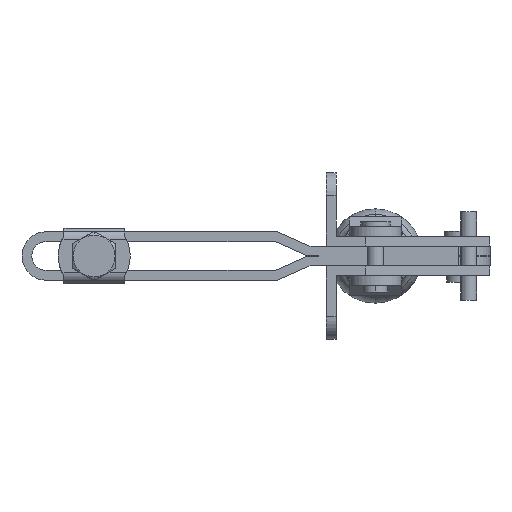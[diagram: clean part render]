
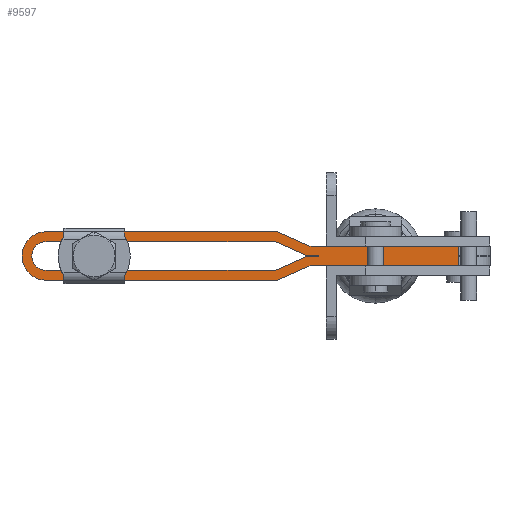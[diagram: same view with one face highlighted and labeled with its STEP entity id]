
A CAD part, front view. The second image highlights one B-rep face of the part: STEP entity #9597.
In plain terms, the highlighted planar face has unit normal (0, -1, 0).
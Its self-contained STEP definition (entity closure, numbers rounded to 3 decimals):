
#50 = DIRECTION ( 'NONE',  ( 0.915, 0., 0.403 ) ) ;
#90 = CARTESIAN_POINT ( 'NONE',  ( -135.6, 35., -7.4 ) ) ;
#147 = DIRECTION ( 'NONE',  ( -1., 0., 0. ) ) ;
#234 = CIRCLE ( 'NONE', #5497, 7.4 ) ;
#364 = CARTESIAN_POINT ( 'NONE',  ( -55.631, 35., -3. ) ) ;
#396 = LINE ( 'NONE', #4349, #5676 ) ;
#399 = VERTEX_POINT ( 'NONE', #5281 ) ;
#448 = VERTEX_POINT ( 'NONE', #4530 ) ;
#481 = CARTESIAN_POINT ( 'NONE',  ( -65.631, 35., 1.4 ) ) ;
#753 = EDGE_CURVE ( 'NONE', #448, #9928, #4879, .T. ) ;
#769 = DIRECTION ( 'NONE',  ( -0.915, 0., 0.403 ) ) ;
#814 = VERTEX_POINT ( 'NONE', #7039 ) ;
#830 = LINE ( 'NONE', #10792, #11297 ) ;
#1194 = CIRCLE ( 'NONE', #1691, 7.4 ) ;
#1263 = DIRECTION ( 'NONE',  ( 0., -1., 0. ) ) ;
#1327 = VECTOR ( 'NONE', #11062, 1000. ) ;
#1487 = EDGE_CURVE ( 'NONE', #4708, #448, #9905, .T. ) ;
#1691 = AXIS2_PLACEMENT_3D ( 'NONE', #11735, #11900, #12283 ) ;
#1701 = DIRECTION ( 'NONE',  ( 1., 0., 0. ) ) ;
#1813 = VERTEX_POINT ( 'NONE', #6446 ) ;
#1838 = LINE ( 'NONE', #5308, #7060 ) ;
#1918 = VERTEX_POINT ( 'NONE', #7771 ) ;
#2004 = CARTESIAN_POINT ( 'NONE',  ( -9.5, 35., -6. ) ) ;
#2262 = EDGE_CURVE ( 'NONE', #8362, #3081, #9544, .T. ) ;
#2288 = EDGE_CURVE ( 'NONE', #10902, #814, #1194, .T. ) ;
#2320 = VERTEX_POINT ( 'NONE', #12886 ) ;
#2469 = EDGE_CURVE ( 'NONE', #9928, #3100, #7912, .T. ) ;
#2783 = ORIENTED_EDGE ( 'NONE', *, *, #2288, .T. ) ;
#2793 = DIRECTION ( 'NONE',  ( -1., 0., 0. ) ) ;
#2811 = DIRECTION ( 'NONE',  ( -0.915, 0., 0.403 ) ) ;
#2873 = CARTESIAN_POINT ( 'NONE',  ( -135.6, 35., 4.4 ) ) ;
#2938 = LINE ( 'NONE', #4365, #5727 ) ;
#3081 = VERTEX_POINT ( 'NONE', #3531 ) ;
#3100 = VERTEX_POINT ( 'NONE', #10841 ) ;
#3286 = VERTEX_POINT ( 'NONE', #2873 ) ;
#3314 = LINE ( 'NONE', #8272, #13353 ) ;
#3448 = EDGE_CURVE ( 'NONE', #4519, #4433, #3314, .T. ) ;
#3456 = ORIENTED_EDGE ( 'NONE', *, *, #8340, .T. ) ;
#3518 = CARTESIAN_POINT ( 'NONE',  ( -55., 35., -6. ) ) ;
#3529 = VECTOR ( 'NONE', #2811, 1000. ) ;
#3531 = CARTESIAN_POINT ( 'NONE',  ( -55., 35., -6. ) ) ;
#3580 = VERTEX_POINT ( 'NONE', #90 ) ;
#3848 = CARTESIAN_POINT ( 'NONE',  ( -135.6, 35., 1.4 ) ) ;
#3943 = VERTEX_POINT ( 'NONE', #10402 ) ;
#4019 = CARTESIAN_POINT ( 'NONE',  ( -135.6, 35., -3. ) ) ;
#4154 = DIRECTION ( 'NONE',  ( 0., 0., -1. ) ) ;
#4235 = DIRECTION ( 'NONE',  ( 1., 0., 0. ) ) ;
#4349 = CARTESIAN_POINT ( 'NONE',  ( -135.6, 35., 4.4 ) ) ;
#4365 = CARTESIAN_POINT ( 'NONE',  ( -63.336, 35., -3. ) ) ;
#4431 = VECTOR ( 'NONE', #1701, 1000. ) ;
#4433 = VERTEX_POINT ( 'NONE', #2004 ) ;
#4519 = VERTEX_POINT ( 'NONE', #11472 ) ;
#4530 = CARTESIAN_POINT ( 'NONE',  ( -65.631, 35., 1.4 ) ) ;
#4583 = ORIENTED_EDGE ( 'NONE', *, *, #5946, .T. ) ;
#4609 = DIRECTION ( 'NONE',  ( 1., 0., 0. ) ) ;
#4708 = VERTEX_POINT ( 'NONE', #364 ) ;
#4728 = EDGE_CURVE ( 'NONE', #3081, #4433, #8662, .T. ) ;
#4848 = CARTESIAN_POINT ( 'NONE',  ( -55., 35., 0. ) ) ;
#4879 = LINE ( 'NONE', #3848, #12496 ) ;
#5069 = DIRECTION ( 'NONE',  ( 1., 0., 0. ) ) ;
#5119 = AXIS2_PLACEMENT_3D ( 'NONE', #10651, #1263, #12731 ) ;
#5225 = DIRECTION ( 'NONE',  ( 1., 0., 0. ) ) ;
#5242 = ORIENTED_EDGE ( 'NONE', *, *, #6630, .T. ) ;
#5281 = CARTESIAN_POINT ( 'NONE',  ( -9.5, 35., 0. ) ) ;
#5308 = CARTESIAN_POINT ( 'NONE',  ( -65.631, 35., -7.4 ) ) ;
#5451 = DIRECTION ( 'NONE',  ( 0., -1., 0. ) ) ;
#5484 = CARTESIAN_POINT ( 'NONE',  ( -55., 35., 0. ) ) ;
#5485 = PLANE ( 'NONE',  #5119 ) ;
#5493 = CARTESIAN_POINT ( 'NONE',  ( -135.6, 35., -3. ) ) ;
#5497 = AXIS2_PLACEMENT_3D ( 'NONE', #4019, #11301, #5069 ) ;
#5590 = ORIENTED_EDGE ( 'NONE', *, *, #1487, .F. ) ;
#5620 = DIRECTION ( 'NONE',  ( 0., -1., 0. ) ) ;
#5676 = VECTOR ( 'NONE', #147, 1000. ) ;
#5698 = EDGE_CURVE ( 'NONE', #399, #6409, #12337, .T. ) ;
#5727 = VECTOR ( 'NONE', #11628, 1000. ) ;
#5830 = CARTESIAN_POINT ( 'NONE',  ( -65., 35., -10.4 ) ) ;
#5927 = CARTESIAN_POINT ( 'NONE',  ( -135.6, 35., -10.4 ) ) ;
#5946 = EDGE_CURVE ( 'NONE', #1813, #3286, #396, .T. ) ;
#6248 = DIRECTION ( 'NONE',  ( -1., 0., 0. ) ) ;
#6409 = VERTEX_POINT ( 'NONE', #5484 ) ;
#6446 = CARTESIAN_POINT ( 'NONE',  ( -65., 35., 4.4 ) ) ;
#6505 = FACE_OUTER_BOUND ( 'NONE', #10248, .T. ) ;
#6536 = ORIENTED_EDGE ( 'NONE', *, *, #2262, .T. ) ;
#6630 = EDGE_CURVE ( 'NONE', #3286, #10902, #234, .T. ) ;
#6654 = DIRECTION ( 'NONE',  ( 0., 0., -1. ) ) ;
#6701 = ORIENTED_EDGE ( 'NONE', *, *, #10140, .F. ) ;
#6754 = VECTOR ( 'NONE', #8429, 1000. ) ;
#6893 = CARTESIAN_POINT ( 'NONE',  ( -135.6, 35., -7.4 ) ) ;
#7039 = CARTESIAN_POINT ( 'NONE',  ( -135.6, 35., -10.4 ) ) ;
#7060 = VECTOR ( 'NONE', #50, 1000. ) ;
#7067 = LINE ( 'NONE', #9425, #12263 ) ;
#7113 = VECTOR ( 'NONE', #769, 1000. ) ;
#7137 = VECTOR ( 'NONE', #2793, 1000. ) ;
#7150 = EDGE_CURVE ( 'NONE', #6409, #1813, #9074, .T. ) ;
#7210 = LINE ( 'NONE', #5927, #1327 ) ;
#7371 = AXIS2_PLACEMENT_3D ( 'NONE', #11818, #5620, #12846 ) ;
#7439 = CARTESIAN_POINT ( 'NONE',  ( -143., 35., -3. ) ) ;
#7514 = ORIENTED_EDGE ( 'NONE', *, *, #3448, .F. ) ;
#7696 = ORIENTED_EDGE ( 'NONE', *, *, #753, .F. ) ;
#7771 = CARTESIAN_POINT ( 'NONE',  ( -9.5, 35., -3. ) ) ;
#7912 = CIRCLE ( 'NONE', #8697, 4.4 ) ;
#7972 = EDGE_CURVE ( 'NONE', #3943, #2320, #1838, .T. ) ;
#8161 = EDGE_CURVE ( 'NONE', #399, #1918, #830, .T. ) ;
#8183 = ORIENTED_EDGE ( 'NONE', *, *, #9010, .F. ) ;
#8198 = ORIENTED_EDGE ( 'NONE', *, *, #11699, .F. ) ;
#8272 = CARTESIAN_POINT ( 'NONE',  ( -9.5, 35., 4.4 ) ) ;
#8340 = EDGE_CURVE ( 'NONE', #814, #8362, #7210, .T. ) ;
#8362 = VERTEX_POINT ( 'NONE', #12145 ) ;
#8429 = DIRECTION ( 'NONE',  ( 0.915, 0., 0.403 ) ) ;
#8519 = ORIENTED_EDGE ( 'NONE', *, *, #7972, .F. ) ;
#8662 = LINE ( 'NONE', #3518, #11080 ) ;
#8697 = AXIS2_PLACEMENT_3D ( 'NONE', #5493, #5451, #5225 ) ;
#8822 = ORIENTED_EDGE ( 'NONE', *, *, #8161, .F. ) ;
#9010 = EDGE_CURVE ( 'NONE', #1918, #4708, #2938, .T. ) ;
#9074 = LINE ( 'NONE', #10098, #3529 ) ;
#9167 = ORIENTED_EDGE ( 'NONE', *, *, #12808, .F. ) ;
#9425 = CARTESIAN_POINT ( 'NONE',  ( -63.336, 35., -3. ) ) ;
#9437 = CARTESIAN_POINT ( 'NONE',  ( -135.6, 35., 1.4 ) ) ;
#9544 = LINE ( 'NONE', #5830, #6754 ) ;
#9597 = ADVANCED_FACE ( 'NONE', ( #6505 ), #5485, .T. ) ;
#9801 = ORIENTED_EDGE ( 'NONE', *, *, #7150, .T. ) ;
#9905 = LINE ( 'NONE', #481, #7113 ) ;
#9928 = VERTEX_POINT ( 'NONE', #9437 ) ;
#9970 = ORIENTED_EDGE ( 'NONE', *, *, #4728, .T. ) ;
#10068 = CIRCLE ( 'NONE', #7371, 4.4 ) ;
#10098 = CARTESIAN_POINT ( 'NONE',  ( -65., 35., 4.4 ) ) ;
#10136 = ORIENTED_EDGE ( 'NONE', *, *, #2469, .F. ) ;
#10140 = EDGE_CURVE ( 'NONE', #3100, #3580, #10068, .T. ) ;
#10248 = EDGE_LOOP ( 'NONE', ( #8183, #8822, #11895, #9801, #4583, #5242, #2783, #3456, #6536, #9970, #7514, #8198, #8519, #9167, #6701, #10136, #7696, #5590 ) ) ;
#10402 = CARTESIAN_POINT ( 'NONE',  ( -65.631, 35., -7.4 ) ) ;
#10651 = CARTESIAN_POINT ( 'NONE',  ( -135.6, 35., -3. ) ) ;
#10792 = CARTESIAN_POINT ( 'NONE',  ( -9.5, 35., 4.4 ) ) ;
#10841 = CARTESIAN_POINT ( 'NONE',  ( -140., 35., -3. ) ) ;
#10902 = VERTEX_POINT ( 'NONE', #7439 ) ;
#11062 = DIRECTION ( 'NONE',  ( 1., 0., 0. ) ) ;
#11080 = VECTOR ( 'NONE', #4609, 1000. ) ;
#11297 = VECTOR ( 'NONE', #6654, 1000. ) ;
#11301 = DIRECTION ( 'NONE',  ( 0., -1., 0. ) ) ;
#11472 = CARTESIAN_POINT ( 'NONE',  ( -9.5, 35., -3. ) ) ;
#11628 = DIRECTION ( 'NONE',  ( -1., 0., 0. ) ) ;
#11699 = EDGE_CURVE ( 'NONE', #2320, #4519, #7067, .T. ) ;
#11735 = CARTESIAN_POINT ( 'NONE',  ( -135.6, 35., -3. ) ) ;
#11818 = CARTESIAN_POINT ( 'NONE',  ( -135.6, 35., -3. ) ) ;
#11895 = ORIENTED_EDGE ( 'NONE', *, *, #5698, .T. ) ;
#11900 = DIRECTION ( 'NONE',  ( 0., -1., 0. ) ) ;
#12145 = CARTESIAN_POINT ( 'NONE',  ( -65., 35., -10.4 ) ) ;
#12263 = VECTOR ( 'NONE', #4235, 1000. ) ;
#12283 = DIRECTION ( 'NONE',  ( 1., 0., 0. ) ) ;
#12337 = LINE ( 'NONE', #4848, #7137 ) ;
#12496 = VECTOR ( 'NONE', #6248, 1000. ) ;
#12731 = DIRECTION ( 'NONE',  ( 1., 0., 0. ) ) ;
#12808 = EDGE_CURVE ( 'NONE', #3580, #3943, #13011, .T. ) ;
#12846 = DIRECTION ( 'NONE',  ( 1., 0., 0. ) ) ;
#12886 = CARTESIAN_POINT ( 'NONE',  ( -55.631, 35., -3. ) ) ;
#13011 = LINE ( 'NONE', #6893, #4431 ) ;
#13353 = VECTOR ( 'NONE', #4154, 1000. ) ;
